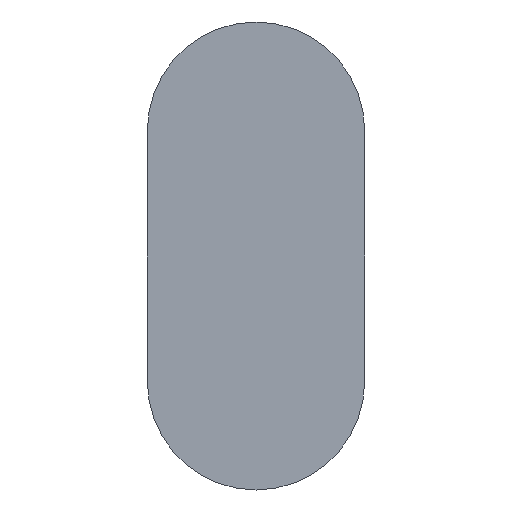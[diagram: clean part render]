
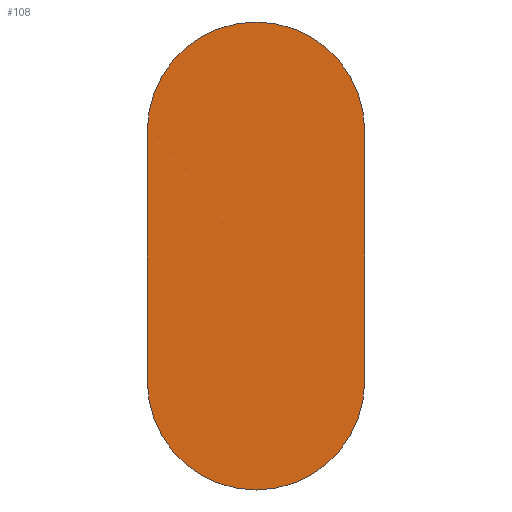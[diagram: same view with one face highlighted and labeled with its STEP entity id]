
A CAD part, front view. The second image highlights one B-rep face of the part: STEP entity #108.
In plain terms, the highlighted planar face has unit normal (0, -1, 0).
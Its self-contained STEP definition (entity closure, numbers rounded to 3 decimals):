
#9 = FACE_OUTER_BOUND ( 'NONE', #285, .T. ) ;
#29 = VECTOR ( 'NONE', #816, 1000. ) ;
#43 = CIRCLE ( 'NONE', #202, 6.5 ) ;
#50 = LINE ( 'NONE', #826, #29 ) ;
#65 = VECTOR ( 'NONE', #770, 1000. ) ;
#66 = LINE ( 'NONE', #768, #65 ) ;
#70 = EDGE_CURVE ( 'NONE', #298, #322, #50, .T. ) ;
#72 = EDGE_CURVE ( 'NONE', #346, #303, #43, .T. ) ;
#93 = CIRCLE ( 'NONE', #158, 6.5 ) ;
#108 = ADVANCED_FACE ( 'NONE', ( #9 ), #915, .F. ) ;
#155 = AXIS2_PLACEMENT_3D ( 'NONE', #916, #907, #894 ) ;
#158 = AXIS2_PLACEMENT_3D ( 'NONE', #753, #754, #774 ) ;
#159 = AXIS2_PLACEMENT_3D ( 'NONE', #586, #611, #589 ) ;
#177 = EDGE_CURVE ( 'NONE', #303, #298, #235, .T. ) ;
#202 = AXIS2_PLACEMENT_3D ( 'NONE', #815, #828, #820 ) ;
#235 = CIRCLE ( 'NONE', #159, 6.5 ) ;
#285 = EDGE_LOOP ( 'NONE', ( #360, #377, #354, #328, #372 ) ) ;
#298 = VERTEX_POINT ( 'NONE', #739 ) ;
#303 = VERTEX_POINT ( 'NONE', #688 ) ;
#322 = VERTEX_POINT ( 'NONE', #773 ) ;
#328 = ORIENTED_EDGE ( 'NONE', *, *, #70, .F. ) ;
#346 = VERTEX_POINT ( 'NONE', #749 ) ;
#354 = ORIENTED_EDGE ( 'NONE', *, *, #918, .F. ) ;
#360 = ORIENTED_EDGE ( 'NONE', *, *, #72, .F. ) ;
#372 = ORIENTED_EDGE ( 'NONE', *, *, #177, .F. ) ;
#375 = VERTEX_POINT ( 'NONE', #730 ) ;
#377 = ORIENTED_EDGE ( 'NONE', *, *, #917, .F. ) ;
#586 = CARTESIAN_POINT ( 'NONE',  ( 0., 0., -7.5 ) ) ;
#589 = DIRECTION ( 'NONE',  ( 0., 0., 1. ) ) ;
#611 = DIRECTION ( 'NONE',  ( 0., 1., 0. ) ) ;
#688 = CARTESIAN_POINT ( 'NONE',  ( 0., 0., -14. ) ) ;
#730 = CARTESIAN_POINT ( 'NONE',  ( 6.5, 0., 7.5 ) ) ;
#739 = CARTESIAN_POINT ( 'NONE',  ( -6.5, 0., -7.5 ) ) ;
#749 = CARTESIAN_POINT ( 'NONE',  ( 6.5, 0., -7.5 ) ) ;
#753 = CARTESIAN_POINT ( 'NONE',  ( 0., 0., 7.5 ) ) ;
#754 = DIRECTION ( 'NONE',  ( 0., 1., 0. ) ) ;
#768 = CARTESIAN_POINT ( 'NONE',  ( 6.5, 0., -7.5 ) ) ;
#770 = DIRECTION ( 'NONE',  ( 0., 0., -1. ) ) ;
#773 = CARTESIAN_POINT ( 'NONE',  ( -6.5, 0., 7.5 ) ) ;
#774 = DIRECTION ( 'NONE',  ( 0., 0., -1. ) ) ;
#815 = CARTESIAN_POINT ( 'NONE',  ( 0., 0., -7.5 ) ) ;
#816 = DIRECTION ( 'NONE',  ( 0., 0., 1. ) ) ;
#820 = DIRECTION ( 'NONE',  ( 0., 0., 1. ) ) ;
#826 = CARTESIAN_POINT ( 'NONE',  ( -6.5, 0., -7.5 ) ) ;
#828 = DIRECTION ( 'NONE',  ( 0., 1., 0. ) ) ;
#894 = DIRECTION ( 'NONE',  ( 0., 0., 1. ) ) ;
#907 = DIRECTION ( 'NONE',  ( 0., 1., 0. ) ) ;
#915 = PLANE ( 'NONE',  #155 ) ;
#916 = CARTESIAN_POINT ( 'NONE',  ( 0., 0., -7.5 ) ) ;
#917 = EDGE_CURVE ( 'NONE', #375, #346, #66, .T. ) ;
#918 = EDGE_CURVE ( 'NONE', #322, #375, #93, .T. ) ;
